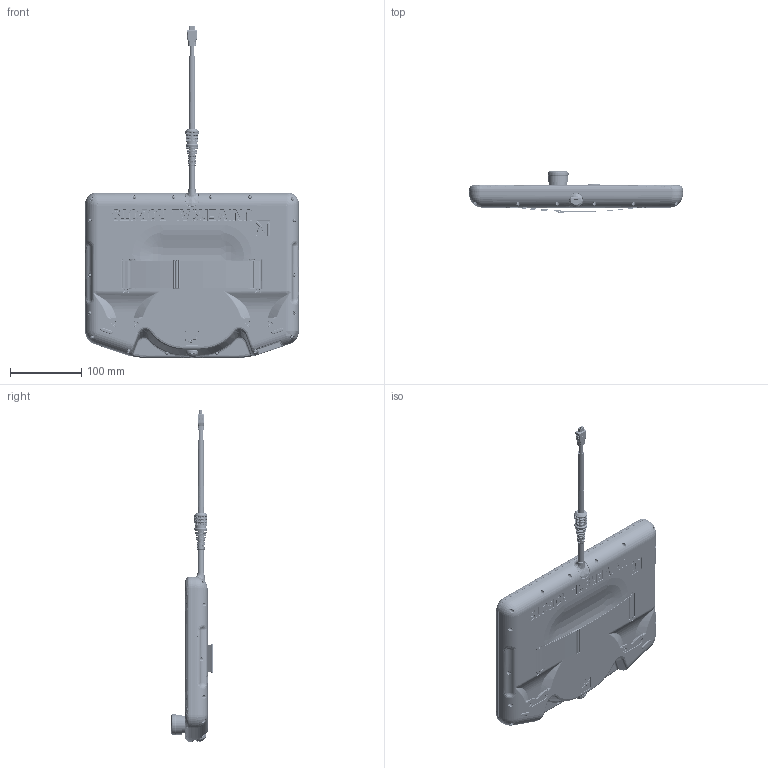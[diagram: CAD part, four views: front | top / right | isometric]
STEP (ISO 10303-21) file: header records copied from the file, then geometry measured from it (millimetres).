
FILE_DESCRIPTION (( 'STEP AP214' ), '1' );
FILE_NAME ('TP_STEP_test.STEP', '2018-08-28T11:17:19', ( '' ), ( '' ), 'SwSTEP 2.0', 'SolidWorks 2018', '' );
FILE_SCHEMA (( 'AUTOMOTIVE_DESIGN' ));
Length unit declared in the file: millimetre
Products named in the file (1): TP_STEP_test
Bounding box: 299.99 x 59.22 x 465.71 mm (x, y, z)
Surface area: 297738.9 mm2 (no closed solid volume)
Topology: 0 solids, 98 shells, 10111 faces, 25663 edges, 15704 vertices
Faces by surface type: plane 3448, bspline 2557, cylinder 2526, torus 756, cone 647, sphere 177
Entity records: 519718 total; most frequent: CARTESIAN_POINT 187237, ORIENTED_EDGE 50964, DIRECTION 40293, EDGE_CURVE 25485, VERTEX_POINT 15702, AXIS2_PLACEMENT_3D 14585, LINE 11123, VECTOR 11123
